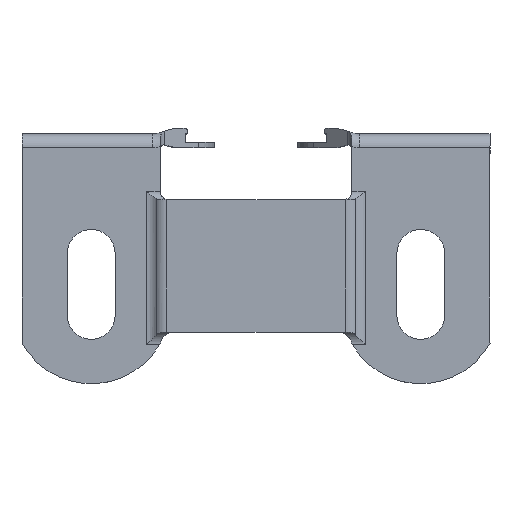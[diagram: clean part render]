
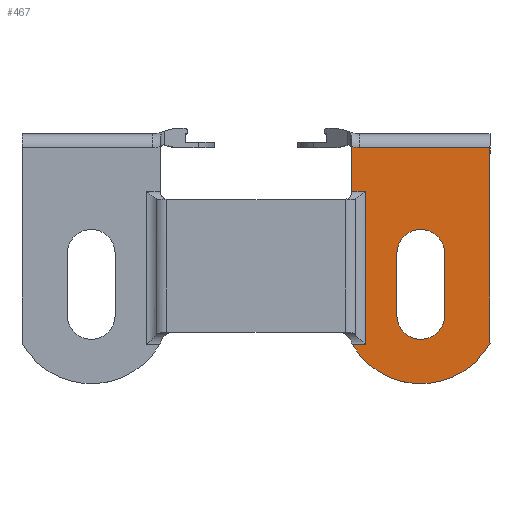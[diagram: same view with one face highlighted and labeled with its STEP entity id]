
A CAD part, top view. The second image highlights one B-rep face of the part: STEP entity #467.
In plain terms, the highlighted planar face has unit normal (0, 0, 1).
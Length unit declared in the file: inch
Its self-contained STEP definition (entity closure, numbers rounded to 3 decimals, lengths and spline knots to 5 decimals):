
#326=FACE_BOUND('',#906,.T.);
#327=FACE_BOUND('',#907,.T.);
#349=CIRCLE('',#3528,0.72135);
#350=CIRCLE('',#3529,0.375);
#351=CIRCLE('',#3530,0.2175);
#352=CIRCLE('',#3531,0.2175);
#467=ADVANCED_FACE('',(#326,#327),#651,.T.);
#651=PLANE('',#3532);
#906=EDGE_LOOP('',(#1172,#1173,#1174,#1175,#1176,#1177,#1178,#1179));
#907=EDGE_LOOP('',(#1180,#1181,#1182,#1183));
#1172=ORIENTED_EDGE('',*,*,#2460,.T.);
#1173=ORIENTED_EDGE('',*,*,#2500,.T.);
#1174=ORIENTED_EDGE('',*,*,#2501,.T.);
#1175=ORIENTED_EDGE('',*,*,#2502,.T.);
#1176=ORIENTED_EDGE('',*,*,#2503,.T.);
#1177=ORIENTED_EDGE('',*,*,#2476,.F.);
#1178=ORIENTED_EDGE('',*,*,#2504,.T.);
#1179=ORIENTED_EDGE('',*,*,#2505,.T.);
#1180=ORIENTED_EDGE('',*,*,#2506,.T.);
#1181=ORIENTED_EDGE('',*,*,#2507,.T.);
#1182=ORIENTED_EDGE('',*,*,#2508,.T.);
#1183=ORIENTED_EDGE('',*,*,#2509,.T.);
#2135=VERTEX_POINT('',#4886);
#2136=VERTEX_POINT('',#4888);
#2146=VERTEX_POINT('',#4933);
#2147=VERTEX_POINT('',#4935);
#2168=VERTEX_POINT('',#4985);
#2169=VERTEX_POINT('',#4987);
#2170=VERTEX_POINT('',#4989);
#2171=VERTEX_POINT('',#4992);
#2172=VERTEX_POINT('',#4995);
#2173=VERTEX_POINT('',#4996);
#2174=VERTEX_POINT('',#4998);
#2175=VERTEX_POINT('',#5000);
#2460=EDGE_CURVE('',#2136,#2135,#2961,.T.);
#2476=EDGE_CURVE('',#2146,#2147,#2972,.T.);
#2500=EDGE_CURVE('',#2135,#2168,#2993,.T.);
#2501=EDGE_CURVE('',#2168,#2169,#2994,.T.);
#2502=EDGE_CURVE('',#2169,#2170,#2995,.T.);
#2503=EDGE_CURVE('',#2170,#2147,#349,.T.);
#2504=EDGE_CURVE('',#2146,#2171,#2996,.T.);
#2505=EDGE_CURVE('',#2171,#2136,#350,.T.);
#2506=EDGE_CURVE('',#2172,#2173,#2997,.T.);
#2507=EDGE_CURVE('',#2173,#2174,#351,.T.);
#2508=EDGE_CURVE('',#2174,#2175,#2998,.T.);
#2509=EDGE_CURVE('',#2175,#2172,#352,.T.);
#2961=LINE('',#4887,#3239);
#2972=LINE('',#4934,#3250);
#2993=LINE('',#4984,#3271);
#2994=LINE('',#4986,#3272);
#2995=LINE('',#4988,#3273);
#2996=LINE('',#4991,#3274);
#2997=LINE('',#4994,#3275);
#2998=LINE('',#4999,#3276);
#3239=VECTOR('',#3899,1.);
#3250=VECTOR('',#3926,1.);
#3271=VECTOR('',#3963,1.);
#3272=VECTOR('',#3964,1.);
#3273=VECTOR('',#3965,1.);
#3274=VECTOR('',#3968,1.);
#3275=VECTOR('',#3971,1.);
#3276=VECTOR('',#3974,1.);
#3528=AXIS2_PLACEMENT_3D('',#4990,#3966,#3967);
#3529=AXIS2_PLACEMENT_3D('',#4993,#3969,#3970);
#3530=AXIS2_PLACEMENT_3D('',#4997,#3972,#3973);
#3531=AXIS2_PLACEMENT_3D('',#5001,#3975,#3976);
#3532=AXIS2_PLACEMENT_3D('',#5002,#3977,#3978);
#3899=DIRECTION('',(0.,-1.,0.));
#3926=DIRECTION('',(0.,-1.,0.));
#3963=DIRECTION('',(1.,0.,0.));
#3964=DIRECTION('',(0.,-1.,0.));
#3965=DIRECTION('',(-1.,0.,0.));
#3966=DIRECTION('',(0.,0.,1.));
#3967=DIRECTION('',(1.,0.,0.));
#3968=DIRECTION('',(-1.,0.,0.));
#3969=DIRECTION('',(0.,0.,-1.));
#3970=DIRECTION('',(1.,0.,0.));
#3971=DIRECTION('',(0.,1.,0.));
#3972=DIRECTION('',(0.,0.,-1.));
#3973=DIRECTION('',(1.,0.,0.));
#3974=DIRECTION('',(0.,-1.,0.));
#3975=DIRECTION('',(0.,0.,-1.));
#3976=DIRECTION('',(1.,0.,0.));
#3977=DIRECTION('',(0.,0.,1.));
#3978=DIRECTION('',(1.,0.,0.));
#4886=CARTESIAN_POINT('',(18.2,-1.075,3.81352));
#4887=CARTESIAN_POINT('',(18.2,-0.625,3.81352));
#4888=CARTESIAN_POINT('',(18.2,-0.66715,3.81352));
#4933=CARTESIAN_POINT('',(19.46,-0.675,3.81352));
#4934=CARTESIAN_POINT('',(19.46,-2.455,3.81352));
#4935=CARTESIAN_POINT('',(19.46,-2.455,3.81352));
#4984=CARTESIAN_POINT('',(18.32678,-1.075,3.81352));
#4985=CARTESIAN_POINT('',(18.32678,-1.075,3.81352));
#4986=CARTESIAN_POINT('',(18.32678,-2.355,3.81352));
#4987=CARTESIAN_POINT('',(18.32678,-2.46956,3.81352));
#4988=CARTESIAN_POINT('',(18.2,-2.46956,3.81352));
#4989=CARTESIAN_POINT('',(18.20835,-2.46956,3.81352));
#4990=CARTESIAN_POINT('',(18.83,-2.10365,3.81352));
#4991=CARTESIAN_POINT('',(18.27635,-0.675,3.81352));
#4992=CARTESIAN_POINT('',(18.27635,-0.675,3.81352));
#4993=CARTESIAN_POINT('',(18.27635,-0.3,3.81352));
#4994=CARTESIAN_POINT('',(18.6125,-2.2025,3.81352));
#4995=CARTESIAN_POINT('',(18.6125,-2.2025,3.81352));
#4996=CARTESIAN_POINT('',(18.6125,-1.6375,3.81352));
#4997=CARTESIAN_POINT('',(18.83,-1.6375,3.81352));
#4998=CARTESIAN_POINT('',(19.0475,-1.6375,3.81352));
#4999=CARTESIAN_POINT('',(19.0475,-1.6375,3.81352));
#5000=CARTESIAN_POINT('',(19.0475,-2.2025,3.81352));
#5001=CARTESIAN_POINT('',(18.83,-2.2025,3.81352));
#5002=CARTESIAN_POINT('',(18.83,-2.10365,3.81352));
